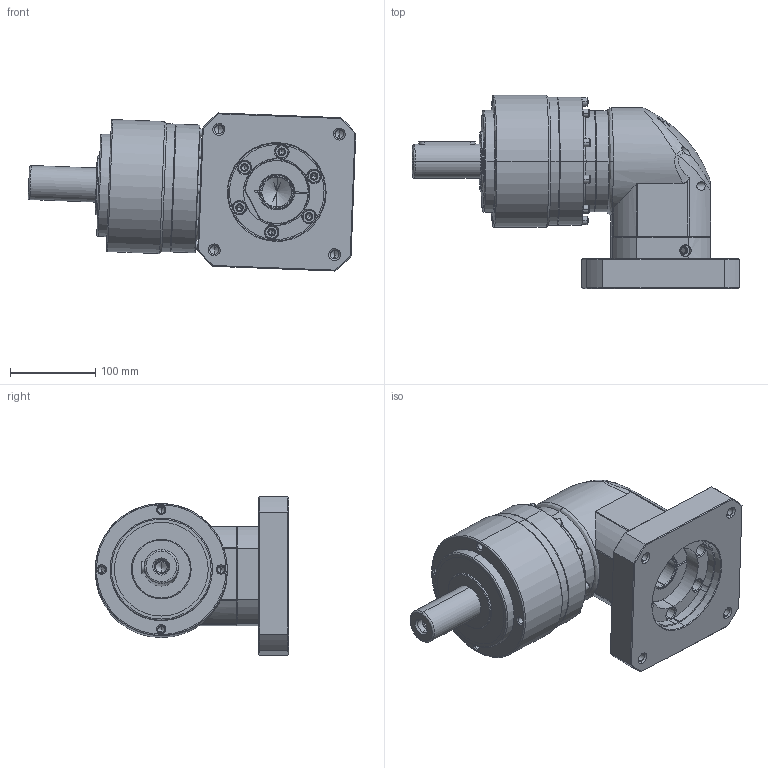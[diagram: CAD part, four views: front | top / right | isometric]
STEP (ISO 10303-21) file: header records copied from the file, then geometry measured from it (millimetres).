
FILE_DESCRIPTION (( 'STEP AP214' ), '1' );
FILE_NAME ('PEL155-L2-35-114.3-200M12.STEP', '2024-01-06T07:24:52', ( 'admin' ), ( '' ), 'SwSTEP 2.0', 'SolidWorks 2013', '' );
FILE_SCHEMA (( 'AUTOMOTIVE_DESIGN' ));
Length unit declared in the file: millimetre
Products named in the file (6): PE155_X2_8F9351FA7AEF_X0_; PB142_X2_4E007EA79F7F570863A5_X0_115; SBL115-114.3-200M12-Z84.5; SBL115_X2_8F9351658F7495017D2773AF_X0_-35; SDL115-35; PEL155-L2-35-114.3-200M12
Assembly tree (5 placements, depth 2):
  PEL155-L2-35-114.3-200M12
    SDL115-35
    SBL115_X2_8F9351658F7495017D2773AF_X0_-35
    SBL115-114.3-200M12-Z84.5
    PB142_X2_4E007EA79F7F570863A5_X0_115
    PE155_X2_8F9351FA7AEF_X0_
Bounding box: 384.15 x 227 x 185.36 mm (x, y, z)
Volume: 5142223 mm3; surface area: 416400.7 mm2
Topology: 9 solids, 9 shells, 745 faces, 1810 edges, 1072 vertices
Faces by surface type: cylinder 265, cone 231, plane 197, bspline 50, torus 2
Entity records: 37842 total; most frequent: CARTESIAN_POINT 12726, DIRECTION 3444, ORIENTED_EDGE 3424, EDGE_CURVE 1712, AXIS2_PLACEMENT_3D 1325, VERTEX_POINT 1072, EDGE_LOOP 868, VECTOR 794
